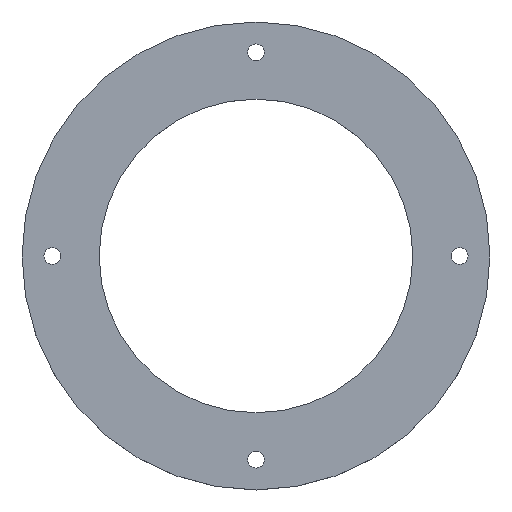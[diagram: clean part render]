
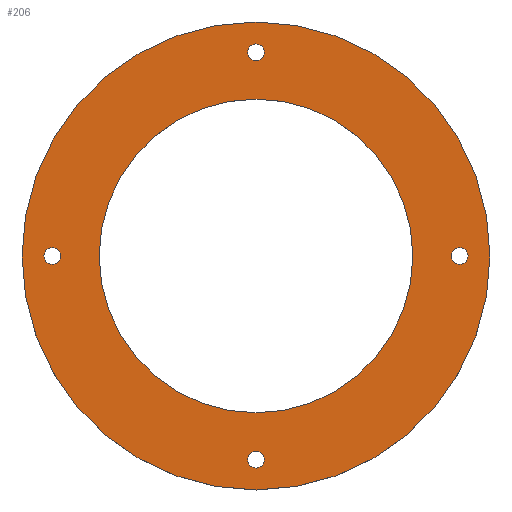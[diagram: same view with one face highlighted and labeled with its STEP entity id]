
A CAD part, top view. The second image highlights one B-rep face of the part: STEP entity #206.
In plain terms, the highlighted planar face has unit normal (0, 0, 1).
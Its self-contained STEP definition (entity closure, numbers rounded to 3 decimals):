
#22=FACE_BOUND('',#62,.T.);
#23=FACE_BOUND('',#63,.T.);
#24=FACE_BOUND('',#64,.T.);
#25=FACE_BOUND('',#65,.T.);
#26=FACE_BOUND('',#66,.T.);
#30=PLANE('',#248);
#42=FACE_OUTER_BOUND('',#61,.T.);
#61=EDGE_LOOP('',(#181));
#62=EDGE_LOOP('',(#182));
#63=EDGE_LOOP('',(#183));
#64=EDGE_LOOP('',(#184));
#65=EDGE_LOOP('',(#185));
#66=EDGE_LOOP('',(#186));
#87=CIRCLE('',#228,31.);
#94=CIRCLE('',#239,1.675);
#95=CIRCLE('',#241,1.675);
#96=CIRCLE('',#243,1.675);
#97=CIRCLE('',#245,1.675);
#98=CIRCLE('',#247,46.25);
#103=VERTEX_POINT('',#328);
#110=VERTEX_POINT('',#348);
#111=VERTEX_POINT('',#352);
#112=VERTEX_POINT('',#356);
#113=VERTEX_POINT('',#360);
#114=VERTEX_POINT('',#364);
#121=EDGE_CURVE('',#103,#103,#87,.T.);
#130=EDGE_CURVE('',#110,#110,#94,.T.);
#132=EDGE_CURVE('',#111,#111,#95,.T.);
#134=EDGE_CURVE('',#112,#112,#96,.T.);
#136=EDGE_CURVE('',#113,#113,#97,.T.);
#137=EDGE_CURVE('',#114,#114,#98,.T.);
#181=ORIENTED_EDGE('',*,*,#137,.T.);
#182=ORIENTED_EDGE('',*,*,#121,.T.);
#183=ORIENTED_EDGE('',*,*,#130,.T.);
#184=ORIENTED_EDGE('',*,*,#132,.T.);
#185=ORIENTED_EDGE('',*,*,#134,.T.);
#186=ORIENTED_EDGE('',*,*,#136,.T.);
#206=ADVANCED_FACE('',(#42,#22,#23,#24,#25,#26),#30,.T.);
#228=AXIS2_PLACEMENT_3D('',#330,#267,#268);
#239=AXIS2_PLACEMENT_3D('',#350,#291,#292);
#241=AXIS2_PLACEMENT_3D('',#354,#296,#297);
#243=AXIS2_PLACEMENT_3D('',#358,#301,#302);
#245=AXIS2_PLACEMENT_3D('',#362,#306,#307);
#247=AXIS2_PLACEMENT_3D('',#365,#310,#311);
#248=AXIS2_PLACEMENT_3D('',#367,#313,#314);
#267=DIRECTION('center_axis',(0.,0.,-1.));
#268=DIRECTION('ref_axis',(1.,0.,0.));
#291=DIRECTION('center_axis',(0.,0.,-1.));
#292=DIRECTION('ref_axis',(1.,0.,0.));
#296=DIRECTION('center_axis',(0.,0.,-1.));
#297=DIRECTION('ref_axis',(1.,0.,0.));
#301=DIRECTION('center_axis',(0.,0.,-1.));
#302=DIRECTION('ref_axis',(1.,0.,0.));
#306=DIRECTION('center_axis',(0.,0.,-1.));
#307=DIRECTION('ref_axis',(1.,0.,0.));
#310=DIRECTION('center_axis',(0.,0.,1.));
#311=DIRECTION('ref_axis',(1.,0.,0.));
#313=DIRECTION('center_axis',(0.,0.,1.));
#314=DIRECTION('ref_axis',(1.,0.,0.));
#328=CARTESIAN_POINT('',(-31.,0.,5.2));
#330=CARTESIAN_POINT('Origin',(0.,0.,5.2));
#348=CARTESIAN_POINT('',(-1.675,-40.25,5.2));
#350=CARTESIAN_POINT('Origin',(0.,-40.25,5.2));
#352=CARTESIAN_POINT('',(-41.925,0.,5.2));
#354=CARTESIAN_POINT('Origin',(-40.25,0.,5.2));
#356=CARTESIAN_POINT('',(38.575,0.,5.2));
#358=CARTESIAN_POINT('Origin',(40.25,0.,5.2));
#360=CARTESIAN_POINT('',(-1.675,40.25,5.2));
#362=CARTESIAN_POINT('Origin',(0.,40.25,5.2));
#364=CARTESIAN_POINT('',(-46.25,0.,5.2));
#365=CARTESIAN_POINT('Origin',(0.,0.,5.2));
#367=CARTESIAN_POINT('Origin',(0.,0.,5.2));
